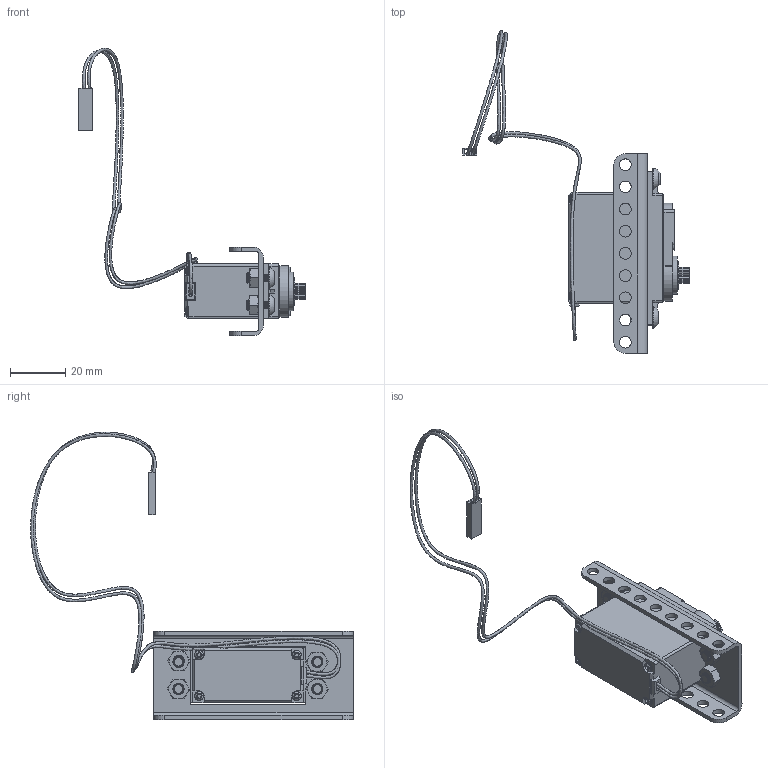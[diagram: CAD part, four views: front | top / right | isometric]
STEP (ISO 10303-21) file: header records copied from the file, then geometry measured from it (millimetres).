
FILE_DESCRIPTION(/* description */ (''),/* implementation_level */ '2;1');
FILE_NAME(/* name */ 'BBM2 Step 4 Subassembly v3.step',/* time_stamp */ '2020-01-28T15:34:59-05:00',/* author */ (''),/* organization */ (''),/* preprocessor_version */ 'ST-DEVELOPER v18',/* originating_system */ 'Autodesk Translation Framework v8.12.0.6',/* authorisation */ '');
FILE_SCHEMA (('AUTOMOTIVE_DESIGN { 1 0 10303 214 3 1 1 }'));
Length unit declared in the file: metre
Products named in the file (11): BBM2 Step 4 Subassembly; M1 Red Wire; Molex 2-Wire; Matrix Servo; M1 Black Wire; 07-0008 Motor Plate; 2802-0004-0008 (1) (1); 2802-0004-0008 (1) (3); 2801-0004-0032 (1); 2801-0004-0032; 2802-0004-0008 (1) (2)
Assembly tree (13 placements, depth 2):
  BBM2 Step 4 Subassembly
    M1 Red Wire
    Molex 2-Wire
    Matrix Servo
    M1 Black Wire
    07-0008 Motor Plate
    2802-0004-0008 (1) (1)
    2802-0004-0008 (1) (2)  x2
    2802-0004-0008 (1) (3)
    2801-0004-0032  x3
    2801-0004-0032 (1)
Bounding box: 81.58 x 116.28 x 103.69 mm (x, y, z)
Volume: 35343.2 mm3; surface area: 17002.6 mm2
Topology: 13 solids, 13 shells, 734 faces, 1998 edges, 1317 vertices
Faces by surface type: plane 318, cylinder 274, cone 108, bspline 18, sphere 8, torus 8
Full cylindrical faces by diameter (mm): 2.261 x1, 3.091 x8, 3.221 x52, 3.277 x4, 4 x56, 4.2 x22, 7.6 x4, 10.058 x1, 13.868 x1
Entity records: 29487 total; most frequent: CARTESIAN_POINT 13115, ORIENTED_EDGE 3418, DIRECTION 3067, EDGE_CURVE 1709, VERTEX_POINT 1138, AXIS2_PLACEMENT_3D 1107, LINE 853, VECTOR 853
